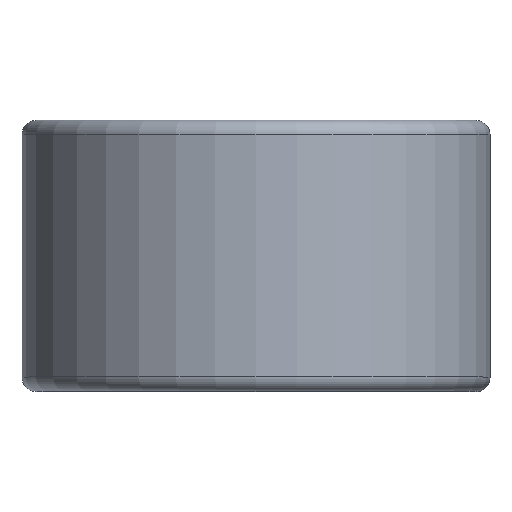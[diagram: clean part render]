
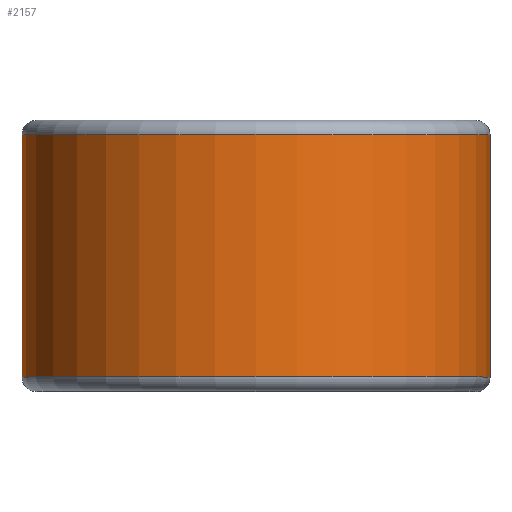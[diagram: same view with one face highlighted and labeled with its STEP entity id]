
A CAD part, top view. The second image highlights one B-rep face of the part: STEP entity #2157.
In plain terms, the highlighted cylindrical face has radius 12.332 mm (diameter 24.663 mm), a partial arc.
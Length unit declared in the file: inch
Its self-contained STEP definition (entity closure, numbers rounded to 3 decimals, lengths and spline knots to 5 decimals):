
#166 = CARTESIAN_POINT ( 'NONE',  ( 0., 0.25, 0. ) ) ;
#233 = ORIENTED_EDGE ( 'NONE', *, *, #875, .T. ) ;
#265 = VECTOR ( 'NONE', #2155, 39.37008 ) ;
#365 = DIRECTION ( 'NONE',  ( 0., -1., 0. ) ) ;
#405 = DIRECTION ( 'NONE',  ( 0., -1., 0. ) ) ;
#624 = CARTESIAN_POINT ( 'NONE',  ( 0., 0.25125, 0. ) ) ;
#645 = EDGE_CURVE ( 'NONE', #1909, #1079, #2108, .T. ) ;
#737 = FACE_OUTER_BOUND ( 'NONE', #1242, .T. ) ;
#805 = EDGE_CURVE ( 'NONE', #1250, #1909, #1159, .T. ) ;
#813 = DIRECTION ( 'NONE',  ( 0., 0., -1. ) ) ;
#819 = EDGE_CURVE ( 'NONE', #1250, #2308, #1123, .T. ) ;
#875 = EDGE_CURVE ( 'NONE', #2308, #1079, #1025, .T. ) ;
#920 = CARTESIAN_POINT ( 'NONE',  ( 0.4855, -0.25125, 0. ) ) ;
#986 = CARTESIAN_POINT ( 'NONE',  ( 0., 0.25125, -0.4855 ) ) ;
#1019 = ORIENTED_EDGE ( 'NONE', *, *, #645, .F. ) ;
#1025 = CIRCLE ( 'NONE', #2076, 0.4855 ) ;
#1079 = VERTEX_POINT ( 'NONE', #1394 ) ;
#1093 = VECTOR ( 'NONE', #1420, 39.37008 ) ;
#1123 = LINE ( 'NONE', #1997, #1093 ) ;
#1142 = ORIENTED_EDGE ( 'NONE', *, *, #805, .F. ) ;
#1159 = CIRCLE ( 'NONE', #2109, 0.4855 ) ;
#1242 = EDGE_LOOP ( 'NONE', ( #1649, #233, #1019, #1142 ) ) ;
#1250 = VERTEX_POINT ( 'NONE', #920 ) ;
#1370 = DIRECTION ( 'NONE',  ( 0., 0., -1. ) ) ;
#1394 = CARTESIAN_POINT ( 'NONE',  ( 0., 0.25125, -0.4855 ) ) ;
#1420 = DIRECTION ( 'NONE',  ( 0., 1., 0. ) ) ;
#1615 = CARTESIAN_POINT ( 'NONE',  ( 0., -0.25125, 0. ) ) ;
#1649 = ORIENTED_EDGE ( 'NONE', *, *, #819, .T. ) ;
#1699 = AXIS2_PLACEMENT_3D ( 'NONE', #166, #365, #1370 ) ;
#1770 = CARTESIAN_POINT ( 'NONE',  ( 0.4855, 0.25125, 0. ) ) ;
#1791 = DIRECTION ( 'NONE',  ( 0., 0., -1. ) ) ;
#1909 = VERTEX_POINT ( 'NONE', #2105 ) ;
#1997 = CARTESIAN_POINT ( 'NONE',  ( 0.4855, 0.25125, 0. ) ) ;
#2024 = DIRECTION ( 'NONE',  ( 0., -1., 0. ) ) ;
#2076 = AXIS2_PLACEMENT_3D ( 'NONE', #624, #2024, #813 ) ;
#2105 = CARTESIAN_POINT ( 'NONE',  ( 0., -0.25125, -0.4855 ) ) ;
#2108 = LINE ( 'NONE', #986, #265 ) ;
#2109 = AXIS2_PLACEMENT_3D ( 'NONE', #1615, #405, #1791 ) ;
#2155 = DIRECTION ( 'NONE',  ( 0., 1., 0. ) ) ;
#2157 = ADVANCED_FACE ( 'NONE', ( #737 ), #2229, .T. ) ;
#2229 = CYLINDRICAL_SURFACE ( 'NONE', #1699, 0.4855 ) ;
#2308 = VERTEX_POINT ( 'NONE', #1770 ) ;
